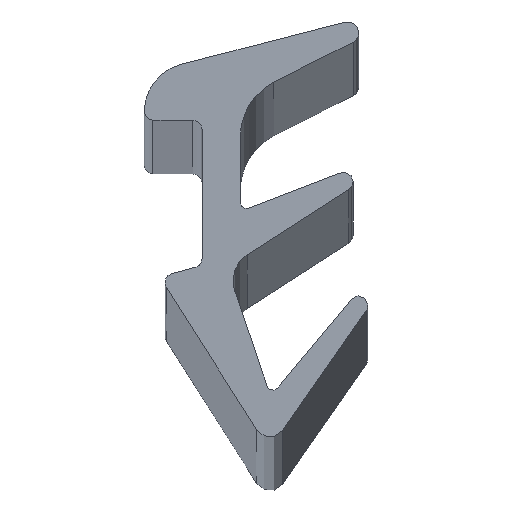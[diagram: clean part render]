
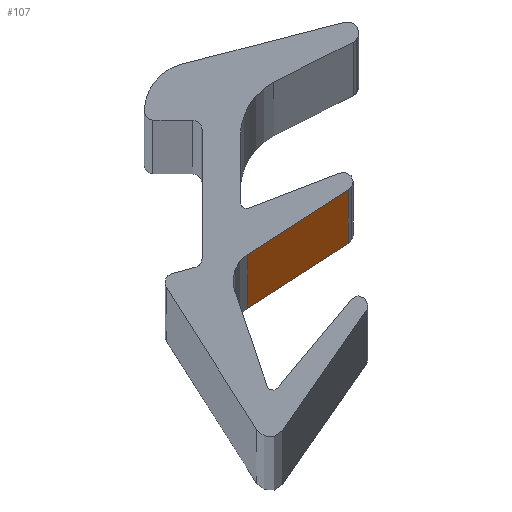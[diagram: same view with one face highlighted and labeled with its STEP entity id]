
A CAD part, top view. The second image highlights one B-rep face of the part: STEP entity #107.
In plain terms, the highlighted planar face has unit normal (0.542, -0.84, 0).
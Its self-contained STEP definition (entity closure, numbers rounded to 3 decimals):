
#107=ADVANCED_FACE('NONE',(#214),#215,.F.);
#214=FACE_OUTER_BOUND('',#318,.T.);
#215=PLANE('',#319);
#318=EDGE_LOOP('',(#541,#542,#543,#544));
#319=AXIS2_PLACEMENT_3D('',#545,#546,#547);
#541=ORIENTED_EDGE('',*,*,#752,.T.);
#542=ORIENTED_EDGE('',*,*,#753,.F.);
#543=ORIENTED_EDGE('',*,*,#754,.F.);
#544=ORIENTED_EDGE('',*,*,#668,.T.);
#545=CARTESIAN_POINT('',(2.57,8.041,500.0));
#546=DIRECTION('',(-0.542,0.84,0.0));
#547=DIRECTION('',(0.0,0.0,1.0));
#668=EDGE_CURVE('NONE',#801,#805,#807,.T.);
#752=EDGE_CURVE('NONE',#805,#929,#930,.T.);
#753=EDGE_CURVE('NONE',#931,#929,#932,.T.);
#754=EDGE_CURVE('NONE',#801,#931,#933,.T.);
#801=VERTEX_POINT('NONE',#990);
#805=VERTEX_POINT('NONE',#995);
#807=LINE('',#997,#998);
#929=VERTEX_POINT('NONE',#1157);
#930=LINE('',#1158,#1159);
#931=VERTEX_POINT('NONE',#1160);
#932=LINE('',#1161,#1162);
#933=LINE('',#1163,#1164);
#990=CARTESIAN_POINT('',(-0.716,5.923,500.0));
#995=CARTESIAN_POINT('',(-0.716,5.923,-500.0));
#997=CARTESIAN_POINT('',(-0.716,5.923,500.0));
#998=VECTOR('',#1223,1000.0);
#1157=CARTESIAN_POINT('',(2.57,8.041,-500.0));
#1158=CARTESIAN_POINT('',(2.57,8.041,-500.0));
#1159=VECTOR('',#1333,1000.0);
#1160=CARTESIAN_POINT('',(2.57,8.041,500.0));
#1161=CARTESIAN_POINT('',(2.57,8.041,500.0));
#1162=VECTOR('',#1334,1000.0);
#1163=CARTESIAN_POINT('',(2.57,8.041,500.0));
#1164=VECTOR('',#1335,1000.0);
#1223=DIRECTION('',(-0.0,-0.0,-1.0));
#1333=DIRECTION('',(0.84,0.542,-0.0));
#1334=DIRECTION('',(-0.0,-0.0,-1.0));
#1335=DIRECTION('',(0.84,0.542,-0.0));
